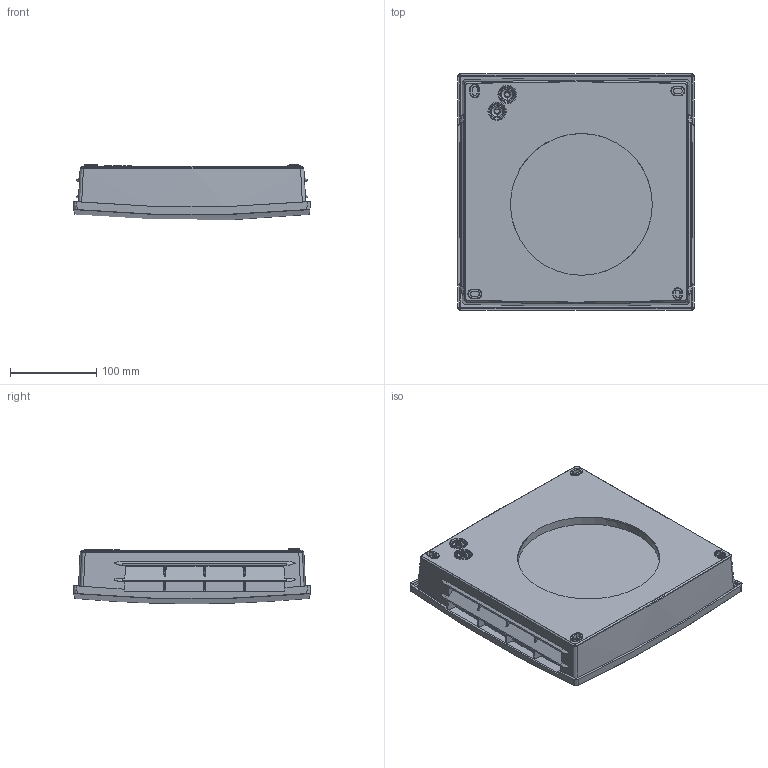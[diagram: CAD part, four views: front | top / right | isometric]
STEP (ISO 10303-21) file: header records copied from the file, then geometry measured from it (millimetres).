
FILE_DESCRIPTION(('Creo Elements/Direct Modeling STEP Export'),'2;1');
FILE_NAME('0093.1498 PPB 30 AK Außenabdeckung Kunststoff.stp','2018-01-19T15:23:53',(''),(''),'PTC Creo Elements/Direct Modeling STEP processor for AP214 (Solid Model)','PTC Creo Elements/Direct Modeling 19.0C 15-Aug-2015 (C) Parametric Technology GmbH','');
FILE_SCHEMA(('AUTOMOTIVE_DESIGN { 1 0 10303 214 1 1 1 1 }'));
Length unit declared in the file: millimetre
Products named in the file (2): 0059.1522.0000_Innengehäuse-PPB30
Assembly tree (1 placements, depth 2):
  0059.1522.0000_Innengehäuse-PPB30
    0059.1522.0000_Innengehäuse-PPB30
Bounding box: 275.01 x 275.01 x 64.56 mm (x, y, z)
Volume: 3666221.4 mm3; surface area: 284623.4 mm2
Topology: 1 solids, 15 shells, 504 faces, 1290 edges, 818 vertices
Faces by surface type: plane 212, cylinder 99, cone 80, torus 56, bspline 52, sphere 5
Entity records: 34161 total; most frequent: CARTESIAN_POINT 22962, ORIENTED_EDGE 2548, DIRECTION 2038, EDGE_CURVE 1274, VERTEX_POINT 818, AXIS2_PLACEMENT_3D 727, VECTOR 584, LINE 584
